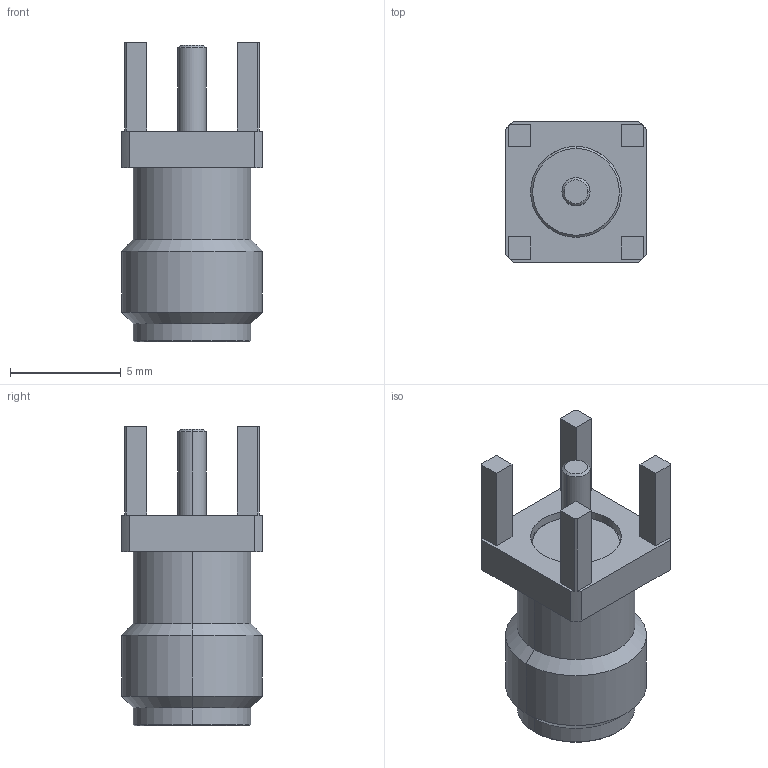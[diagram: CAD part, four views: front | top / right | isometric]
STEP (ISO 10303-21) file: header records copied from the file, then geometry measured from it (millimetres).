
FILE_DESCRIPTION((''),'2;1');
FILE_NAME('32K101-400XX_SHRINK','2023-01-03T13:24:41',('C_Vitzthum'),(''),'CREO PARAMETRIC BY PTC INC, 2021424','CREO PARAMETRIC BY PTC INC, 2021424','');
FILE_SCHEMA(('AUTOMOTIVE_DESIGN { 1 0 10303 214 1 1 1 1 }'));
Length unit declared in the file: millimetre
Products named in the file (1): 32K101-400XX_SHRINK
Bounding box: 6.35 x 6.35 x 13.5 mm (x, y, z)
Volume: 251.4 mm3; surface area: 401.1 mm2
Topology: 1 solids, 1 shells, 506 faces, 1393 edges, 928 vertices
Faces by surface type: extrusion 241, plane 223, cylinder 24, cone 16, torus 2
Entity records: 17072 total; most frequent: CARTESIAN_POINT 4840, ORIENTED_EDGE 2786, DIRECTION 1760, EDGE_CURVE 1393, VECTOR 1058, VERTEX_POINT 928, LINE 817, B_SPLINE_CURVE_WITH_KNOTS 731
